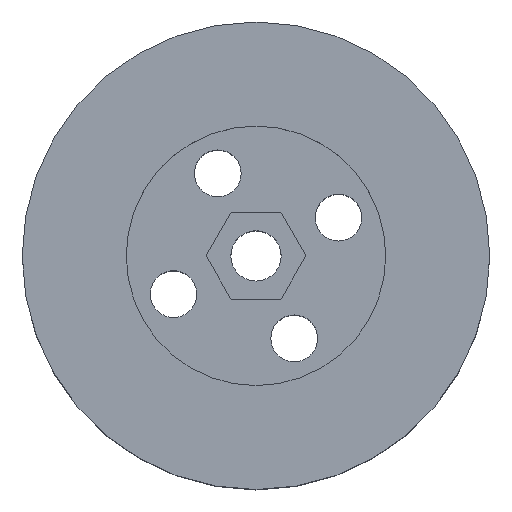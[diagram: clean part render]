
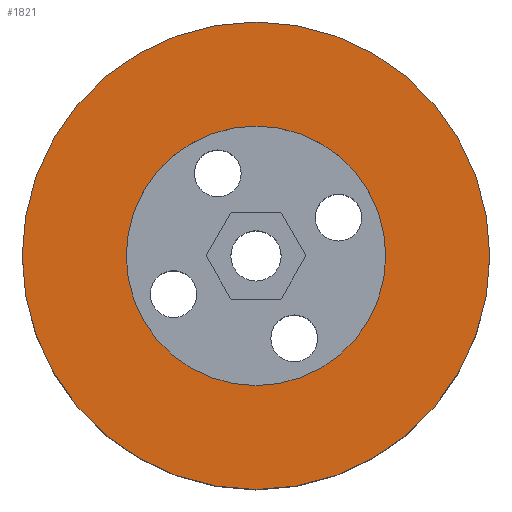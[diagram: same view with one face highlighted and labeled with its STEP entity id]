
A CAD part, top view. The second image highlights one B-rep face of the part: STEP entity #1821.
In plain terms, the highlighted planar face has unit normal (0, 0, 1).
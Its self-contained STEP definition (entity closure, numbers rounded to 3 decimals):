
#123=FACE_BOUND('',#322,.T.);
#153=PLANE('',#2034);
#201=FACE_OUTER_BOUND('',#321,.T.);
#321=EDGE_LOOP('',(#1319));
#322=EDGE_LOOP('',(#1320));
#601=CIRCLE('',#1951,11.1);
#667=CIRCLE('',#2035,20.);
#789=VERTEX_POINT('',#2959);
#855=VERTEX_POINT('',#3110);
#956=EDGE_CURVE('',#789,#789,#601,.T.);
#1023=EDGE_CURVE('',#855,#855,#667,.T.);
#1319=ORIENTED_EDGE('',*,*,#1023,.T.);
#1320=ORIENTED_EDGE('',*,*,#956,.T.);
#1821=ADVANCED_FACE('',(#201,#123),#153,.F.);
#1951=AXIS2_PLACEMENT_3D('',#2960,#2289,#2290);
#2034=AXIS2_PLACEMENT_3D('',#3109,#2456,#2457);
#2035=AXIS2_PLACEMENT_3D('',#3111,#2458,#2459);
#2289=DIRECTION('center_axis',(0.,0.,-1.));
#2290=DIRECTION('ref_axis',(1.,0.,0.));
#2456=DIRECTION('center_axis',(0.,0.,-1.));
#2457=DIRECTION('ref_axis',(-1.,0.,0.));
#2458=DIRECTION('center_axis',(0.,0.,1.));
#2459=DIRECTION('ref_axis',(1.,0.,0.));
#2959=CARTESIAN_POINT('',(-11.1,0.,18.));
#2960=CARTESIAN_POINT('Origin',(0.,0.,18.));
#3109=CARTESIAN_POINT('Origin',(0.,-20.,18.));
#3110=CARTESIAN_POINT('',(0.,20.,18.));
#3111=CARTESIAN_POINT('Origin',(0.,0.,18.));
